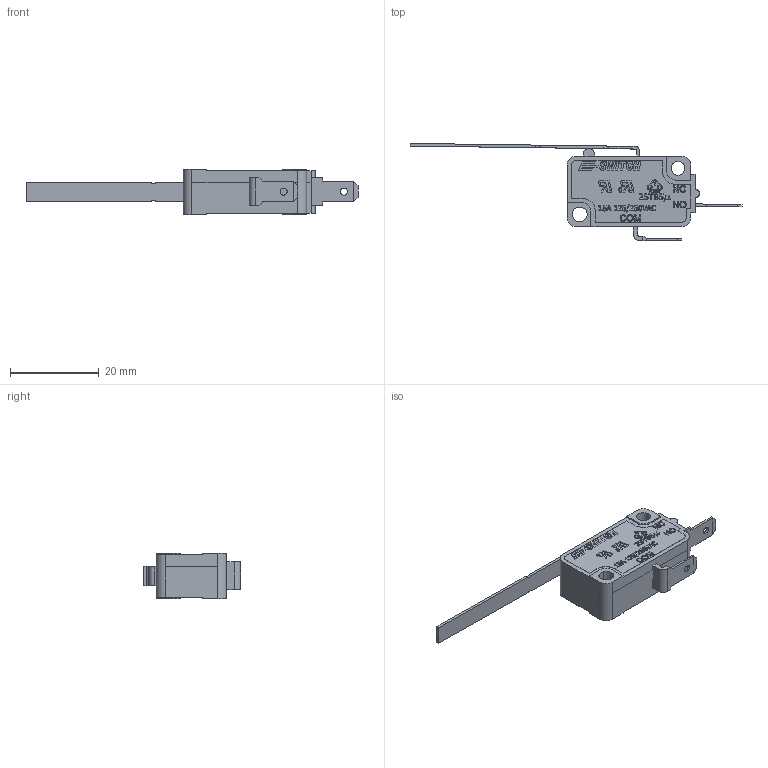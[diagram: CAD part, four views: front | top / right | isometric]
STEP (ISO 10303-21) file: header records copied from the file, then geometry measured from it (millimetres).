
FILE_DESCRIPTION((' '),'2;1');
FILE_NAME('LS085xx03FxxxC1C.stp','2017-08-01T11:22:01',(' '),(' '),' ','ACIS',' ');
FILE_SCHEMA(('CONFIG_CONTROL_DESIGN'));
Length unit declared in the file: inch
Products named in the file (1): LS085xx03FxxxC1C.stp
Bounding box: 74.96 x 21.93 x 10.3 mm (x, y, z)
Surface area: 2915.4 mm2 (no closed solid volume)
Topology: 0 solids, 1 shells, 782 faces, 2155 edges, 1429 vertices
Faces by surface type: plane 524, bspline 204, cylinder 54
Full cylindrical faces by diameter (mm): 1.6 x2, 3.1 x1
Entity records: 26342 total; most frequent: CARTESIAN_POINT 7608, ORIENTED_EDGE 4300, DIRECTION 3009, EDGE_CURVE 2151, VECTOR 1635, LINE 1635, VERTEX_POINT 1428, EDGE_LOOP 848
